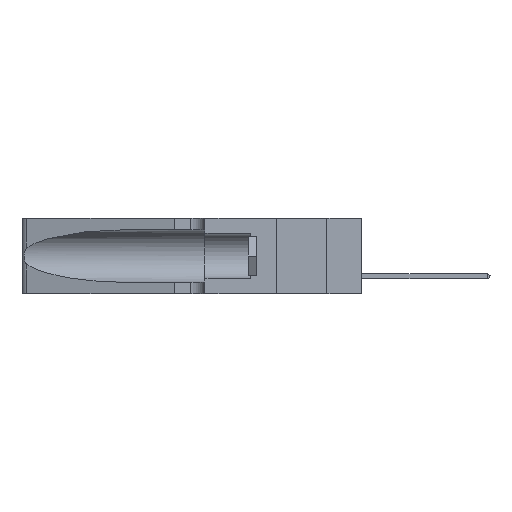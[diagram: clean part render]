
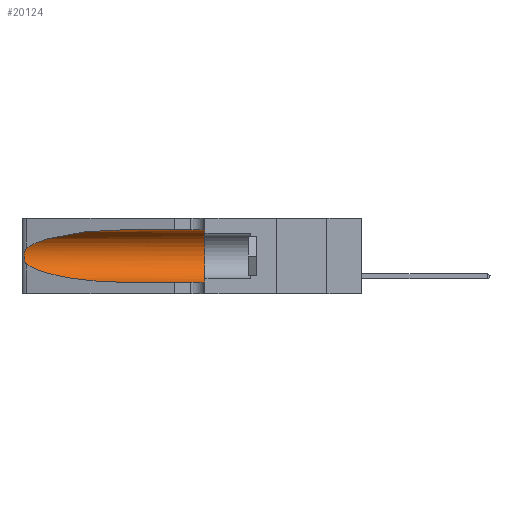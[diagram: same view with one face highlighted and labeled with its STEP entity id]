
A CAD part, left-side view. The second image highlights one B-rep face of the part: STEP entity #20124.
In plain terms, the highlighted cylindrical face has radius 3.308 mm (diameter 6.617 mm), a partial arc.
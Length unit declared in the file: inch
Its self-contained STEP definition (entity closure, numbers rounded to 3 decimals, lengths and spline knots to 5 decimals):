
#84 = VECTOR ( 'NONE', #13902, 39.37008 ) ;
#116 = EDGE_CURVE ( 'NONE', #10965, #5199, #30293, .T. ) ;
#820 = FACE_OUTER_BOUND ( 'NONE', #13728, .T. ) ;
#950 = ORIENTED_EDGE ( 'NONE', *, *, #28225, .T. ) ;
#1289 = CARTESIAN_POINT ( 'NONE',  ( 0.1305, 0.72297, 0.05475 ) ) ;
#1316 = VERTEX_POINT ( 'NONE', #23803 ) ;
#2020 = CARTESIAN_POINT ( 'NONE',  ( 0.26075, 1.23896, 0.178 ) ) ;
#2077 = DIRECTION ( 'NONE',  ( 0., -1., 0. ) ) ;
#2572 = VERTEX_POINT ( 'NONE', #21036 ) ;
#2592 = CARTESIAN_POINT ( 'NONE',  ( 0.1305, 0.72297, 0.31525 ) ) ;
#4260 = VECTOR ( 'NONE', #2077, 39.37008 ) ;
#4440 = CARTESIAN_POINT ( 'NONE',  ( 0.25854, 1.2359, 0.20912 ) ) ;
#4540 = CARTESIAN_POINT ( 'NONE',  ( 0.25856, 1.23593, 0.16098 ) ) ;
#4791 = CYLINDRICAL_SURFACE ( 'NONE', #25357, 0.13025 ) ;
#5103 = CARTESIAN_POINT ( 'NONE',  ( 0.18966, 0.96281, 0.31525 ) ) ;
#5199 = VERTEX_POINT ( 'NONE', #14722 ) ;
#5700 = VERTEX_POINT ( 'NONE', #31824 ) ;
#6231 = LINE ( 'NONE', #17556, #4260 ) ;
#6739 = EDGE_CURVE ( 'NONE', #5700, #2572, #22694, .T. ) ;
#7145 = CARTESIAN_POINT ( 'NONE',  ( 0.25639, 1.23186, 0.15144 ) ) ;
#8528 = DIRECTION ( 'NONE',  ( 0., 1., 0. ) ) ;
#9497 = CARTESIAN_POINT ( 'NONE',  ( 0.25639, 1.23184, 0.21858 ) ) ;
#9712 = CARTESIAN_POINT ( 'NONE',  ( 0.25487, 1.22718, 0.14631 ) ) ;
#10257 = CARTESIAN_POINT ( 'NONE',  ( 0.2373, 1.15595, 0.28018 ) ) ;
#10709 = DIRECTION ( 'NONE',  ( 0., 0., -1. ) ) ;
#10965 = VERTEX_POINT ( 'NONE', #22245 ) ;
#11274 = CARTESIAN_POINT ( 'NONE',  ( 0.25487, 1.22718, 0.14631 ) ) ;
#12131 = CARTESIAN_POINT ( 'NONE',  ( 0.26018, 1.23835, 0.19895 ) ) ;
#13005 = ORIENTED_EDGE ( 'NONE', *, *, #116, .T. ) ;
#13728 = EDGE_LOOP ( 'NONE', ( #15980, #13005, #950, #28712, #30089, #27834 ) ) ;
#13810 = CARTESIAN_POINT ( 'NONE',  ( 0.2373, 1.15595, 0.08982 ) ) ;
#13902 = DIRECTION ( 'NONE',  ( 0., -1., 0. ) ) ;
#14722 = CARTESIAN_POINT ( 'NONE',  ( 0.25487, 1.22718, 0.14631 ) ) ;
#14767 = VERTEX_POINT ( 'NONE', #26207 ) ;
#15132 = AXIS2_PLACEMENT_3D ( 'NONE', #17532, #8528, #23672 ) ;
#15667 = DIRECTION ( 'NONE',  ( 0., -1., 0. ) ) ;
#15980 = ORIENTED_EDGE ( 'NONE', *, *, #29795, .T. ) ;
#16094 = CARTESIAN_POINT ( 'NONE',  ( 0.1305, 1.61858, 0.31525 ) ) ;
#16773 = CIRCLE ( 'NONE', #15132, 0.13025 ) ;
#17357 = CARTESIAN_POINT ( 'NONE',  ( 0.1305, 1.61858, 0.185 ) ) ;
#17532 = CARTESIAN_POINT ( 'NONE',  ( 0.1305, 0.35, 0.185 ) ) ;
#17556 = CARTESIAN_POINT ( 'NONE',  ( 0.1305, 1.61858, 0.05475 ) ) ;
#19631 = CARTESIAN_POINT ( 'NONE',  ( 0.25787, 1.23484, 0.2124 ) ) ;
#19734 = CARTESIAN_POINT ( 'NONE',  ( 0.26017, 1.23833, 0.17102 ) ) ;
#19943 = CARTESIAN_POINT ( 'NONE',  ( 0.25555, 1.22994, 0.2215 ) ) ;
#20124 = ADVANCED_FACE ( 'NONE', ( #820 ), #4791, .F. ) ;
#21036 = CARTESIAN_POINT ( 'NONE',  ( 0.1305, 0.35, 0.31525 ) ) ;
#22175 = CARTESIAN_POINT ( 'NONE',  ( 0.26075, 1.23896, 0.19203 ) ) ;
#22245 = CARTESIAN_POINT ( 'NONE',  ( 0.25487, 1.22718, 0.22369 ) ) ;
#22281 = CARTESIAN_POINT ( 'NONE',  ( 0.25789, 1.23486, 0.15765 ) ) ;
#22694 = LINE ( 'NONE', #16094, #84 ) ;
#23423 =( BOUNDED_CURVE ( )  B_SPLINE_CURVE ( 3, ( #11274, #13810, #23633, #1289 ),
 .UNSPECIFIED., .F., .T. ) 
 B_SPLINE_CURVE_WITH_KNOTS ( ( 4, 4 ),
 ( 3.44316, 4.71239 ),
 .UNSPECIFIED. ) 
 CURVE ( )  GEOMETRIC_REPRESENTATION_ITEM ( )  RATIONAL_B_SPLINE_CURVE ( ( 1., 0.87, 0.87, 1. ) ) 
 REPRESENTATION_ITEM ( '' )  );
#23633 = CARTESIAN_POINT ( 'NONE',  ( 0.18966, 0.96281, 0.05475 ) ) ;
#23672 = DIRECTION ( 'NONE',  ( 0., 0., 1. ) ) ;
#23803 = CARTESIAN_POINT ( 'NONE',  ( 0.1305, 0.72297, 0.05475 ) ) ;
#24514 =( BOUNDED_CURVE ( )  B_SPLINE_CURVE ( 3, ( #2592, #5103, #10257, #27919 ),
 .UNSPECIFIED., .F., .F. ) 
 B_SPLINE_CURVE_WITH_KNOTS ( ( 4, 4 ),
 ( 1.5708, 2.84003 ),
 .UNSPECIFIED. ) 
 CURVE ( )  GEOMETRIC_REPRESENTATION_ITEM ( )  RATIONAL_B_SPLINE_CURVE ( ( 1., 0.87, 0.87, 1. ) ) 
 REPRESENTATION_ITEM ( '' )  );
#24846 = CARTESIAN_POINT ( 'NONE',  ( 0.25555, 1.22993, 0.14849 ) ) ;
#25357 = AXIS2_PLACEMENT_3D ( 'NONE', #17357, #15667, #10709 ) ;
#25537 = EDGE_CURVE ( 'NONE', #2572, #14767, #16773, .T. ) ;
#26207 = CARTESIAN_POINT ( 'NONE',  ( 0.1305, 0.35, 0.05475 ) ) ;
#27834 = ORIENTED_EDGE ( 'NONE', *, *, #6739, .F. ) ;
#27919 = CARTESIAN_POINT ( 'NONE',  ( 0.25487, 1.22718, 0.22369 ) ) ;
#28225 = EDGE_CURVE ( 'NONE', #5199, #1316, #23423, .T. ) ;
#28712 = ORIENTED_EDGE ( 'NONE', *, *, #32689, .T. ) ;
#29795 = EDGE_CURVE ( 'NONE', #5700, #10965, #24514, .T. ) ;
#30089 = ORIENTED_EDGE ( 'NONE', *, *, #25537, .F. ) ;
#30293 = B_SPLINE_CURVE_WITH_KNOTS ( 'NONE', 3,
 ( #32483, #19943, #9497, #19631, #4440, #12131, #22175, #2020, #19734, #4540, #22281, #7145, #24846, #9712 ),
 .UNSPECIFIED., .F., .F.,
 ( 4, 2, 2, 2, 2, 2, 4 ),
 ( 0., 0.00027, 0.00053, 0.00107, 0.0016, 0.00187, 0.00214 ),
 .UNSPECIFIED. ) ;
#31824 = CARTESIAN_POINT ( 'NONE',  ( 0.1305, 0.72297, 0.31525 ) ) ;
#32483 = CARTESIAN_POINT ( 'NONE',  ( 0.25487, 1.22718, 0.22369 ) ) ;
#32689 = EDGE_CURVE ( 'NONE', #1316, #14767, #6231, .T. ) ;
